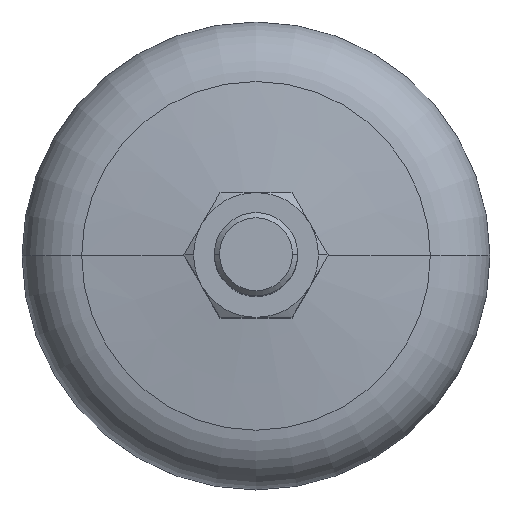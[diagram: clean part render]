
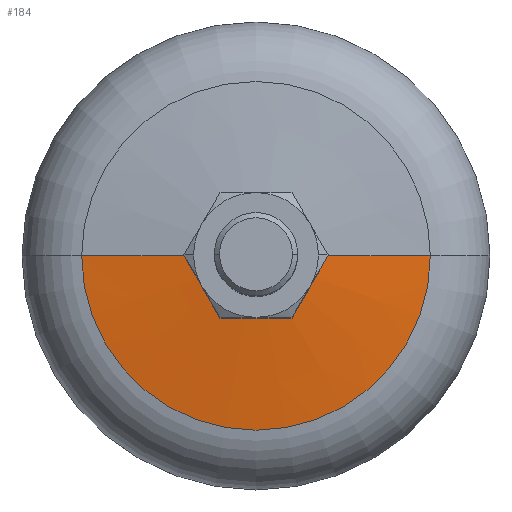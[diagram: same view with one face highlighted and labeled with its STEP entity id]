
A CAD part, top view. The second image highlights one B-rep face of the part: STEP entity #184.
In plain terms, the highlighted conical face has half-angle 83.25 degrees and reference radius 20.474 mm.
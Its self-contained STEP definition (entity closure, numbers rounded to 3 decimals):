
#184=ADVANCED_FACE('1304',(#433),#434,.T.);
#433=FACE_OUTER_BOUND('',#745,.T.);
#434=CONICAL_SURFACE('',#746,20.474,1.453);
#745=EDGE_LOOP('',(#1215,#1216,#1217,#1218,#1219,#1220));
#746=AXIS2_PLACEMENT_3D('',#1221,#1222,#1223);
#1215=ORIENTED_EDGE('',*,*,#1891,.F.);
#1216=ORIENTED_EDGE('',*,*,#1897,.T.);
#1217=ORIENTED_EDGE('',*,*,#1898,.T.);
#1218=ORIENTED_EDGE('',*,*,#1899,.F.);
#1219=ORIENTED_EDGE('',*,*,#1895,.F.);
#1220=ORIENTED_EDGE('',*,*,#1900,.F.);
#1221=CARTESIAN_POINT('',(0.0,0.0,19.455));
#1222=DIRECTION('',(-0.0,-0.0,-1.0));
#1223=DIRECTION('',(-1.0,0.0,0.0));
#1891=EDGE_CURVE('1955',#2144,#2267,#2268,.T.);
#1895=EDGE_CURVE('1956',#2271,#2134,#2273,.T.);
#1897=EDGE_CURVE('1492',#2144,#2275,#2276,.T.);
#1898=EDGE_CURVE('1307',#2275,#2277,#2278,.T.);
#1899=EDGE_CURVE('1494',#2134,#2277,#2279,.T.);
#1900=EDGE_CURVE('1937',#2267,#2271,#2280,.T.);
#2134=VERTEX_POINT('',#2608);
#2144=VERTEX_POINT('',#2622);
#2267=VERTEX_POINT('',#2779);
#2268=CIRCLE('',#2780,7.42);
#2271=VERTEX_POINT('',#2787);
#2273=CIRCLE('',#2793,7.42);
#2275=VERTEX_POINT('',#2795);
#2276=LINE('',#2796,#2797);
#2277=VERTEX_POINT('',#2798);
#2278=CIRCLE('',#2799,33.528);
#2279=LINE('',#2800,#2801);
#2280=CIRCLE('',#2802,7.42);
#2608=CARTESIAN_POINT('',(7.42,0.0,21.0));
#2622=CARTESIAN_POINT('',(-7.42,0.0,21.0));
#2779=CARTESIAN_POINT('',(-3.578,-6.5,21.0));
#2780=AXIS2_PLACEMENT_3D('',#3459,#3460,#3461);
#2787=CARTESIAN_POINT('',(3.578,-6.5,21.0));
#2793=AXIS2_PLACEMENT_3D('',#3462,#3463,#3464);
#2795=CARTESIAN_POINT('',(-33.528,0.0,17.91));
#2796=CARTESIAN_POINT('',(-7.42,0.0,21.0));
#2797=VECTOR('',#3465,26.29);
#2798=CARTESIAN_POINT('',(33.528,0.0,17.91));
#2799=AXIS2_PLACEMENT_3D('',#3466,#3467,#3468);
#2800=CARTESIAN_POINT('',(7.42,0.0,21.0));
#2801=VECTOR('',#3469,26.29);
#2802=AXIS2_PLACEMENT_3D('',#3470,#3471,#3472);
#3459=CARTESIAN_POINT('',(0.0,0.0,21.0));
#3460=DIRECTION('',(0.0,0.0,1.0));
#3461=DIRECTION('',(-1.0,0.0,0.0));
#3462=CARTESIAN_POINT('',(0.0,0.0,21.0));
#3463=DIRECTION('',(0.0,0.0,1.0));
#3464=DIRECTION('',(0.482,-0.876,0.0));
#3465=DIRECTION('',(-0.993,-0.0,-0.118));
#3466=CARTESIAN_POINT('',(0.0,0.0,17.91));
#3467=DIRECTION('',(0.0,0.0,1.0));
#3468=DIRECTION('',(-1.0,0.0,0.0));
#3469=DIRECTION('',(0.993,0.0,-0.118));
#3470=CARTESIAN_POINT('',(0.0,0.0,21.0));
#3471=DIRECTION('',(0.0,0.0,1.0));
#3472=DIRECTION('',(-0.482,-0.876,0.0));
